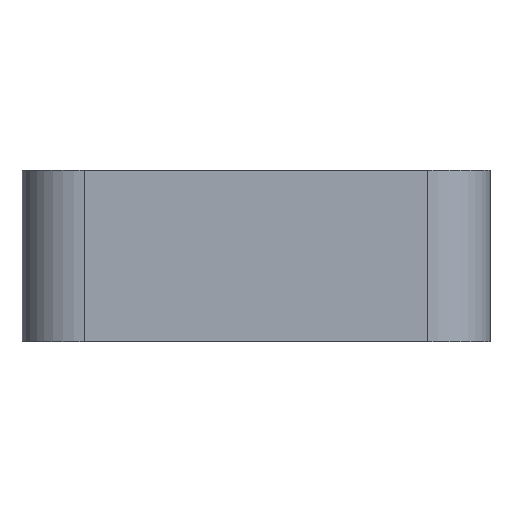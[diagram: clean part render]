
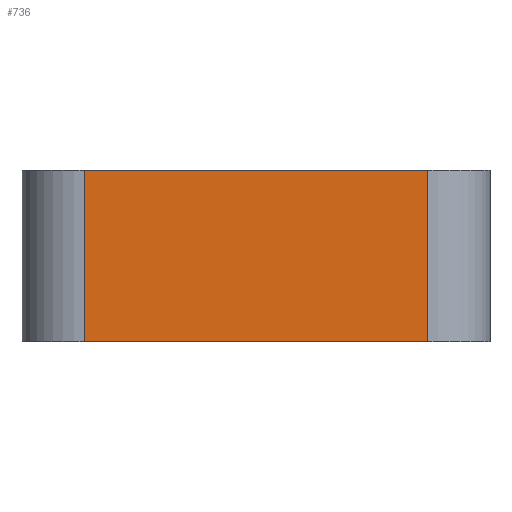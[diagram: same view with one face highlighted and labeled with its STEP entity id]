
A CAD part, left-side view. The second image highlights one B-rep face of the part: STEP entity #736.
In plain terms, the highlighted planar face has unit normal (-1, 0, 0).
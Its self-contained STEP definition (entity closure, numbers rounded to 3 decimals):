
#55 = DIRECTION ( 'NONE',  ( 0., 0., -1. ) ) ;
#63 = LINE ( 'NONE', #233, #1185 ) ;
#96 = AXIS2_PLACEMENT_3D ( 'NONE', #452, #1020, #55 ) ;
#99 = VERTEX_POINT ( 'NONE', #628 ) ;
#101 = VERTEX_POINT ( 'NONE', #917 ) ;
#133 = VERTEX_POINT ( 'NONE', #1011 ) ;
#210 = CARTESIAN_POINT ( 'NONE',  ( -30., 22., 22. ) ) ;
#233 = CARTESIAN_POINT ( 'NONE',  ( -30., -22., 22. ) ) ;
#265 = ORIENTED_EDGE ( 'NONE', *, *, #866, .F. ) ;
#268 = EDGE_CURVE ( 'NONE', #101, #133, #1231, .T. ) ;
#331 = DIRECTION ( 'NONE',  ( 0., 0., 1. ) ) ;
#347 = PLANE ( 'NONE',  #96 ) ;
#371 = CARTESIAN_POINT ( 'NONE',  ( -30., 30., 22. ) ) ;
#435 = EDGE_LOOP ( 'NONE', ( #583, #1050, #265, #619 ) ) ;
#452 = CARTESIAN_POINT ( 'NONE',  ( -30., 30., 22. ) ) ;
#545 = VERTEX_POINT ( 'NONE', #626 ) ;
#583 = ORIENTED_EDGE ( 'NONE', *, *, #268, .T. ) ;
#619 = ORIENTED_EDGE ( 'NONE', *, *, #1052, .T. ) ;
#626 = CARTESIAN_POINT ( 'NONE',  ( -30., -22., 22. ) ) ;
#628 = CARTESIAN_POINT ( 'NONE',  ( -30., 22., 22. ) ) ;
#736 = ADVANCED_FACE ( 'NONE', ( #970 ), #347, .F. ) ;
#771 = LINE ( 'NONE', #210, #1039 ) ;
#772 = VECTOR ( 'NONE', #1250, 1000. ) ;
#858 = DIRECTION ( 'NONE',  ( 0., -1., 0. ) ) ;
#866 = EDGE_CURVE ( 'NONE', #99, #545, #1230, .T. ) ;
#885 = DIRECTION ( 'NONE',  ( 0., 0., -1. ) ) ;
#917 = CARTESIAN_POINT ( 'NONE',  ( -30., 22., 0. ) ) ;
#970 = FACE_OUTER_BOUND ( 'NONE', #435, .T. ) ;
#971 = VECTOR ( 'NONE', #858, 1000. ) ;
#1011 = CARTESIAN_POINT ( 'NONE',  ( -30., -22., 0. ) ) ;
#1020 = DIRECTION ( 'NONE',  ( 1., 0., 0. ) ) ;
#1039 = VECTOR ( 'NONE', #885, 1000. ) ;
#1050 = ORIENTED_EDGE ( 'NONE', *, *, #1140, .T. ) ;
#1052 = EDGE_CURVE ( 'NONE', #99, #101, #771, .T. ) ;
#1059 = CARTESIAN_POINT ( 'NONE',  ( -30., 30., 0. ) ) ;
#1140 = EDGE_CURVE ( 'NONE', #133, #545, #63, .T. ) ;
#1185 = VECTOR ( 'NONE', #331, 1000. ) ;
#1230 = LINE ( 'NONE', #371, #772 ) ;
#1231 = LINE ( 'NONE', #1059, #971 ) ;
#1250 = DIRECTION ( 'NONE',  ( 0., -1., 0. ) ) ;
